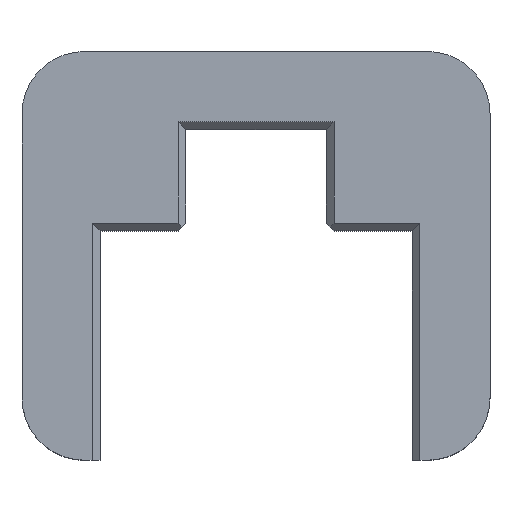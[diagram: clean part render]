
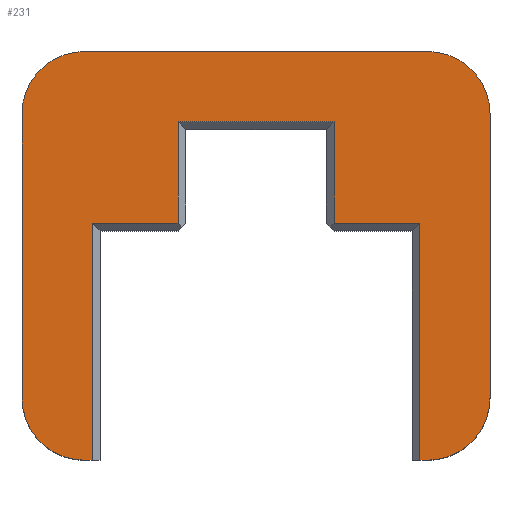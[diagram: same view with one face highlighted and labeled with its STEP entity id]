
A CAD part, top view. The second image highlights one B-rep face of the part: STEP entity #231.
In plain terms, the highlighted planar face has unit normal (0, 0, 1).
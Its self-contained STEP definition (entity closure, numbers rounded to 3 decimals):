
#62 = VERTEX_POINT('',#63);
#63 = CARTESIAN_POINT('',(5.,15.2,10.));
#71 = EDGE_CURVE('',#62,#72,#74,.T.);
#72 = VERTEX_POINT('',#73);
#73 = CARTESIAN_POINT('',(10.5,15.2,10.));
#74 = LINE('',#75,#76);
#75 = CARTESIAN_POINT('',(4.5,15.2,10.));
#76 = VECTOR('',#77,1.);
#77 = DIRECTION('',(1.,0.,0.));
#212 = VERTEX_POINT('',#213);
#213 = CARTESIAN_POINT('',(5.,21.7,10.));
#219 = EDGE_CURVE('',#212,#62,#220,.T.);
#220 = LINE('',#221,#222);
#221 = CARTESIAN_POINT('',(5.,21.2,10.));
#222 = VECTOR('',#223,1.);
#223 = DIRECTION('',(0.,-1.,0.));
#231 = ADVANCED_FACE('',(#232),#350,.T.);
#232 = FACE_BOUND('',#233,.T.);
#233 = EDGE_LOOP('',(#234,#244,#253,#261,#270,#278,#287,#295,#304,#312,
    #320,#328,#336,#342,#343,#344));
#234 = ORIENTED_EDGE('',*,*,#235,.T.);
#235 = EDGE_CURVE('',#236,#238,#240,.T.);
#236 = VERTEX_POINT('',#237);
#237 = CARTESIAN_POINT('',(10.5,0.,10.));
#238 = VERTEX_POINT('',#239);
#239 = CARTESIAN_POINT('',(11.,0.,10.));
#240 = LINE('',#241,#242);
#241 = CARTESIAN_POINT('',(10.,0.,10.));
#242 = VECTOR('',#243,1.);
#243 = DIRECTION('',(1.,0.,0.));
#244 = ORIENTED_EDGE('',*,*,#245,.T.);
#245 = EDGE_CURVE('',#238,#246,#248,.T.);
#246 = VERTEX_POINT('',#247);
#247 = CARTESIAN_POINT('',(15.,4.,10.));
#248 = CIRCLE('',#249,4.);
#249 = AXIS2_PLACEMENT_3D('',#250,#251,#252);
#250 = CARTESIAN_POINT('',(11.,4.,10.));
#251 = DIRECTION('',(-0.,0.,1.));
#252 = DIRECTION('',(0.,-1.,0.));
#253 = ORIENTED_EDGE('',*,*,#254,.T.);
#254 = EDGE_CURVE('',#246,#255,#257,.T.);
#255 = VERTEX_POINT('',#256);
#256 = CARTESIAN_POINT('',(15.,22.2,10.));
#257 = LINE('',#258,#259);
#258 = CARTESIAN_POINT('',(15.,0.,10.));
#259 = VECTOR('',#260,1.);
#260 = DIRECTION('',(0.,1.,0.));
#261 = ORIENTED_EDGE('',*,*,#262,.T.);
#262 = EDGE_CURVE('',#255,#263,#265,.T.);
#263 = VERTEX_POINT('',#264);
#264 = CARTESIAN_POINT('',(11.,26.2,10.));
#265 = CIRCLE('',#266,4.);
#266 = AXIS2_PLACEMENT_3D('',#267,#268,#269);
#267 = CARTESIAN_POINT('',(11.,22.2,10.));
#268 = DIRECTION('',(-0.,0.,1.));
#269 = DIRECTION('',(0.,-1.,0.));
#270 = ORIENTED_EDGE('',*,*,#271,.T.);
#271 = EDGE_CURVE('',#263,#272,#274,.T.);
#272 = VERTEX_POINT('',#273);
#273 = CARTESIAN_POINT('',(-11.,26.2,10.));
#274 = LINE('',#275,#276);
#275 = CARTESIAN_POINT('',(15.,26.2,10.));
#276 = VECTOR('',#277,1.);
#277 = DIRECTION('',(-1.,0.,0.));
#278 = ORIENTED_EDGE('',*,*,#279,.F.);
#279 = EDGE_CURVE('',#280,#272,#282,.T.);
#280 = VERTEX_POINT('',#281);
#281 = CARTESIAN_POINT('',(-15.,22.2,10.));
#282 = CIRCLE('',#283,4.);
#283 = AXIS2_PLACEMENT_3D('',#284,#285,#286);
#284 = CARTESIAN_POINT('',(-11.,22.2,10.));
#285 = DIRECTION('',(-0.,-0.,-1.));
#286 = DIRECTION('',(0.,-1.,0.));
#287 = ORIENTED_EDGE('',*,*,#288,.F.);
#288 = EDGE_CURVE('',#289,#280,#291,.T.);
#289 = VERTEX_POINT('',#290);
#290 = CARTESIAN_POINT('',(-15.,4.,10.));
#291 = LINE('',#292,#293);
#292 = CARTESIAN_POINT('',(-15.,0.,10.));
#293 = VECTOR('',#294,1.);
#294 = DIRECTION('',(0.,1.,0.));
#295 = ORIENTED_EDGE('',*,*,#296,.F.);
#296 = EDGE_CURVE('',#297,#289,#299,.T.);
#297 = VERTEX_POINT('',#298);
#298 = CARTESIAN_POINT('',(-11.,0.,10.));
#299 = CIRCLE('',#300,4.);
#300 = AXIS2_PLACEMENT_3D('',#301,#302,#303);
#301 = CARTESIAN_POINT('',(-11.,4.,10.));
#302 = DIRECTION('',(-0.,-0.,-1.));
#303 = DIRECTION('',(0.,-1.,0.));
#304 = ORIENTED_EDGE('',*,*,#305,.F.);
#305 = EDGE_CURVE('',#306,#297,#308,.T.);
#306 = VERTEX_POINT('',#307);
#307 = CARTESIAN_POINT('',(-10.5,0.,10.));
#308 = LINE('',#309,#310);
#309 = CARTESIAN_POINT('',(-10.,0.,10.));
#310 = VECTOR('',#311,1.);
#311 = DIRECTION('',(-1.,-0.,-0.));
#312 = ORIENTED_EDGE('',*,*,#313,.F.);
#313 = EDGE_CURVE('',#314,#306,#316,.T.);
#314 = VERTEX_POINT('',#315);
#315 = CARTESIAN_POINT('',(-10.5,15.2,10.));
#316 = LINE('',#317,#318);
#317 = CARTESIAN_POINT('',(-10.5,14.7,10.));
#318 = VECTOR('',#319,1.);
#319 = DIRECTION('',(-0.,-1.,-0.));
#320 = ORIENTED_EDGE('',*,*,#321,.F.);
#321 = EDGE_CURVE('',#322,#314,#324,.T.);
#322 = VERTEX_POINT('',#323);
#323 = CARTESIAN_POINT('',(-5.,15.2,10.));
#324 = LINE('',#325,#326);
#325 = CARTESIAN_POINT('',(-4.5,15.2,10.));
#326 = VECTOR('',#327,1.);
#327 = DIRECTION('',(-1.,-0.,-0.));
#328 = ORIENTED_EDGE('',*,*,#329,.F.);
#329 = EDGE_CURVE('',#330,#322,#332,.T.);
#330 = VERTEX_POINT('',#331);
#331 = CARTESIAN_POINT('',(-5.,21.7,10.));
#332 = LINE('',#333,#334);
#333 = CARTESIAN_POINT('',(-5.,21.2,10.));
#334 = VECTOR('',#335,1.);
#335 = DIRECTION('',(-0.,-1.,-0.));
#336 = ORIENTED_EDGE('',*,*,#337,.T.);
#337 = EDGE_CURVE('',#330,#212,#338,.T.);
#338 = LINE('',#339,#340);
#339 = CARTESIAN_POINT('',(-4.5,21.7,10.));
#340 = VECTOR('',#341,1.);
#341 = DIRECTION('',(1.,0.,0.));
#342 = ORIENTED_EDGE('',*,*,#219,.T.);
#343 = ORIENTED_EDGE('',*,*,#71,.T.);
#344 = ORIENTED_EDGE('',*,*,#345,.T.);
#345 = EDGE_CURVE('',#72,#236,#346,.T.);
#346 = LINE('',#347,#348);
#347 = CARTESIAN_POINT('',(10.5,14.7,10.));
#348 = VECTOR('',#349,1.);
#349 = DIRECTION('',(0.,-1.,0.));
#350 = PLANE('',#351);
#351 = AXIS2_PLACEMENT_3D('',#352,#353,#354);
#352 = CARTESIAN_POINT('',(0.,14.692,10.));
#353 = DIRECTION('',(0.,0.,1.));
#354 = DIRECTION('',(1.,0.,0.));
